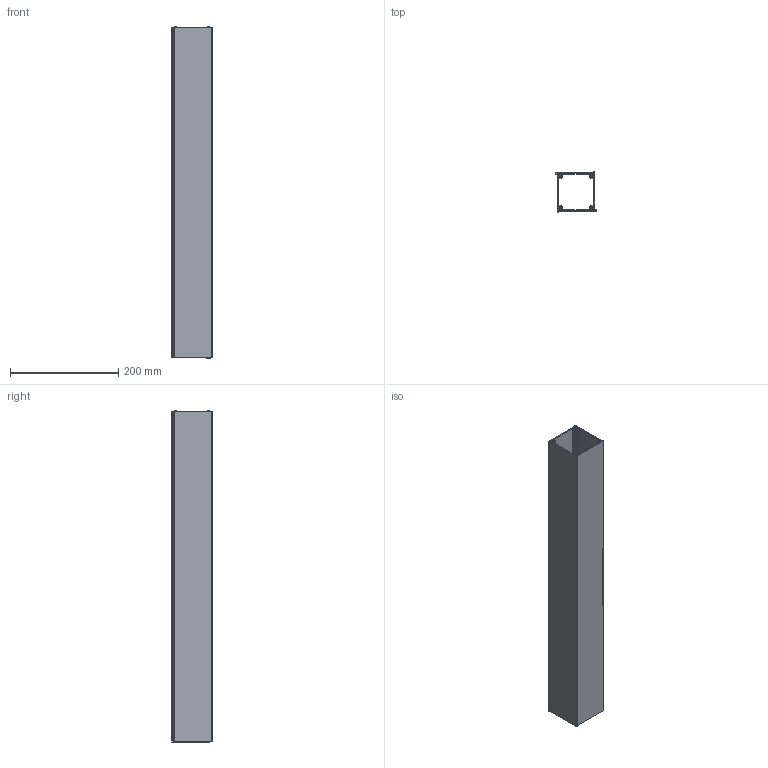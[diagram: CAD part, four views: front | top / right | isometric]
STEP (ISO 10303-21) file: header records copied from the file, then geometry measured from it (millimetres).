
FILE_DESCRIPTION (( 'STEP AP203' ), '1' );
FILE_NAME ('CSC2-610.STEP', '2026-01-04T03:10:04', ( '' ), ( '' ), 'SwSTEP 2.0', 'SolidWorks 2020', '' );
FILE_SCHEMA (( 'CONFIG_CONTROL_DESIGN' ));
Length unit declared in the file: millimetre
Products named in the file (5): CSC2-610; GB_uT 80-2007[__________________M3__6]_M3__6.step; CSSC2-610; MOP-100-1.step; STEP耀倰-MOP-100-P4.step
Assembly tree (11 placements, depth 3):
  CSC2-610
    CSSC2-610  x4
    STEP耀倰-MOP-100-P4.step  x4
      MOP-100-1.step
      GB_uT 80-2007[__________________M3__6]_M3__6.step
Bounding box: 74.89 x 74.89 x 613 mm (x, y, z)
Volume: 385750.2 mm3; surface area: 404885.3 mm2
Topology: 16 solids, 16 shells, 404 faces, 988 edges, 584 vertices
Faces by surface type: plane 168, cone 128, cylinder 108
Entity records: 2980 total; most frequent: DIRECTION 443, CARTESIAN_POINT 390, ORIENTED_EDGE 366, EDGE_CURVE 183, AXIS2_PLACEMENT_3D 167, VERTEX_POINT 114, LINE 109, VECTOR 109
